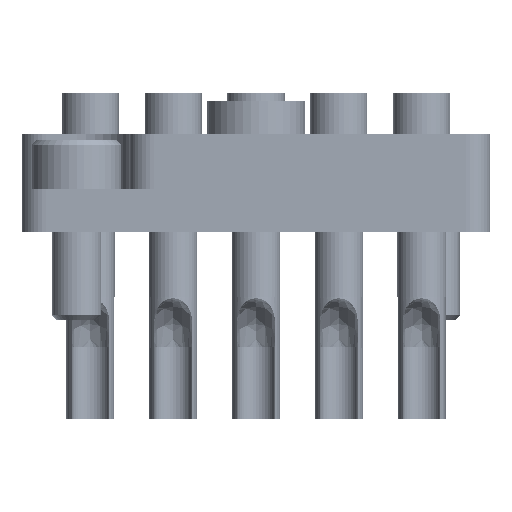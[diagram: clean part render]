
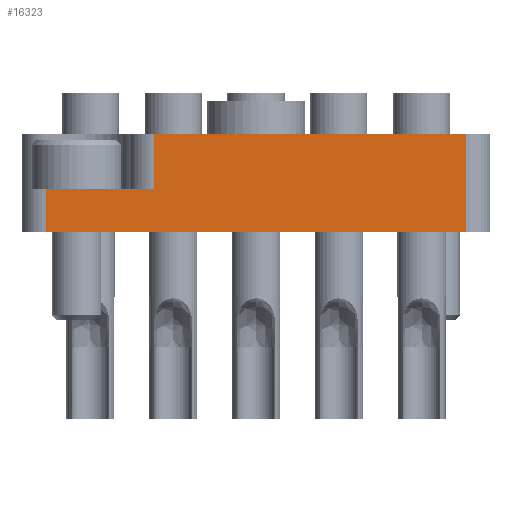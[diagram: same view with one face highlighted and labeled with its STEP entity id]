
A CAD part, front view. The second image highlights one B-rep face of the part: STEP entity #16323.
In plain terms, the highlighted face is planar.
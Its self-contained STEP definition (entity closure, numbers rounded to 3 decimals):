
#77 = VERTEX_POINT ( 'NONE', #7719 ) ;
#114 = VERTEX_POINT ( 'NONE', #16459 ) ;
#704 = VERTEX_POINT ( 'NONE', #24118 ) ;
#926 = ORIENTED_EDGE ( 'NONE', *, *, #25535, .T. ) ;
#1493 = EDGE_LOOP ( 'NONE', ( #20797, #19916, #2238, #14612, #17603, #926 ) ) ;
#2063 = EDGE_CURVE ( 'NONE', #2147, #4651, #7087, .T. ) ;
#2147 = VERTEX_POINT ( 'NONE', #20794 ) ;
#2238 = ORIENTED_EDGE ( 'NONE', *, *, #25791, .F. ) ;
#4195 = EDGE_CURVE ( 'NONE', #77, #114, #16088, .T. ) ;
#4605 = DIRECTION ( 'NONE',  ( 1., 0., 0. ) ) ;
#4611 = VECTOR ( 'NONE', #14405, 1000. ) ;
#4651 = VERTEX_POINT ( 'NONE', #8685 ) ;
#5279 = VECTOR ( 'NONE', #20014, 1000. ) ;
#5784 = CARTESIAN_POINT ( 'NONE',  ( 30., 2.6, 6.25 ) ) ;
#5829 = CARTESIAN_POINT ( 'NONE',  ( 30., 0., 12.85 ) ) ;
#6008 = VECTOR ( 'NONE', #22499, 1000. ) ;
#6736 = CARTESIAN_POINT ( 'NONE',  ( 30., 6., 14.35 ) ) ;
#7026 = CARTESIAN_POINT ( 'NONE',  ( 30., 6., -12.85 ) ) ;
#7087 = LINE ( 'NONE', #15685, #18963 ) ;
#7719 = CARTESIAN_POINT ( 'NONE',  ( 30., 6., 6.25 ) ) ;
#8685 = CARTESIAN_POINT ( 'NONE',  ( 30., 0., -12.85 ) ) ;
#8754 = CARTESIAN_POINT ( 'NONE',  ( 30., 6., 14.35 ) ) ;
#10292 = EDGE_CURVE ( 'NONE', #4651, #704, #22276, .T. ) ;
#13220 = DIRECTION ( 'NONE',  ( 0., 1., 0. ) ) ;
#14405 = DIRECTION ( 'NONE',  ( 0., -1., 0. ) ) ;
#14612 = ORIENTED_EDGE ( 'NONE', *, *, #4195, .T. ) ;
#14854 = VECTOR ( 'NONE', #26275, 1000. ) ;
#15166 = VERTEX_POINT ( 'NONE', #25274 ) ;
#15685 = CARTESIAN_POINT ( 'NONE',  ( 30., 0., 14.35 ) ) ;
#16088 = LINE ( 'NONE', #5784, #4611 ) ;
#16323 = ADVANCED_FACE ( 'NONE', ( #19440 ), #26075, .T. ) ;
#16459 = CARTESIAN_POINT ( 'NONE',  ( 30., 2.6, 6.25 ) ) ;
#17528 = LINE ( 'NONE', #8754, #14854 ) ;
#17603 = ORIENTED_EDGE ( 'NONE', *, *, #18130, .F. ) ;
#18130 = EDGE_CURVE ( 'NONE', #15166, #114, #26290, .T. ) ;
#18544 = DIRECTION ( 'NONE',  ( 0., -1., 0. ) ) ;
#18963 = VECTOR ( 'NONE', #24301, 1000. ) ;
#19440 = FACE_OUTER_BOUND ( 'NONE', #1493, .T. ) ;
#19916 = ORIENTED_EDGE ( 'NONE', *, *, #10292, .T. ) ;
#20014 = DIRECTION ( 'NONE',  ( 0., 1., 0. ) ) ;
#20535 = LINE ( 'NONE', #5829, #22069 ) ;
#20794 = CARTESIAN_POINT ( 'NONE',  ( 30., 0., 12.85 ) ) ;
#20797 = ORIENTED_EDGE ( 'NONE', *, *, #2063, .T. ) ;
#21396 = AXIS2_PLACEMENT_3D ( 'NONE', #6736, #4605, #13220 ) ;
#22069 = VECTOR ( 'NONE', #18544, 1000. ) ;
#22276 = LINE ( 'NONE', #7026, #5279 ) ;
#22499 = DIRECTION ( 'NONE',  ( 0., 0., -1. ) ) ;
#24118 = CARTESIAN_POINT ( 'NONE',  ( 30., 6., -12.85 ) ) ;
#24175 = CARTESIAN_POINT ( 'NONE',  ( 30., 2.6, 7.75 ) ) ;
#24301 = DIRECTION ( 'NONE',  ( 0., 0., -1. ) ) ;
#25274 = CARTESIAN_POINT ( 'NONE',  ( 30., 2.6, 12.85 ) ) ;
#25535 = EDGE_CURVE ( 'NONE', #15166, #2147, #20535, .T. ) ;
#25791 = EDGE_CURVE ( 'NONE', #77, #704, #17528, .T. ) ;
#26075 = PLANE ( 'NONE',  #21396 ) ;
#26275 = DIRECTION ( 'NONE',  ( 0., 0., -1. ) ) ;
#26290 = LINE ( 'NONE', #24175, #6008 ) ;
